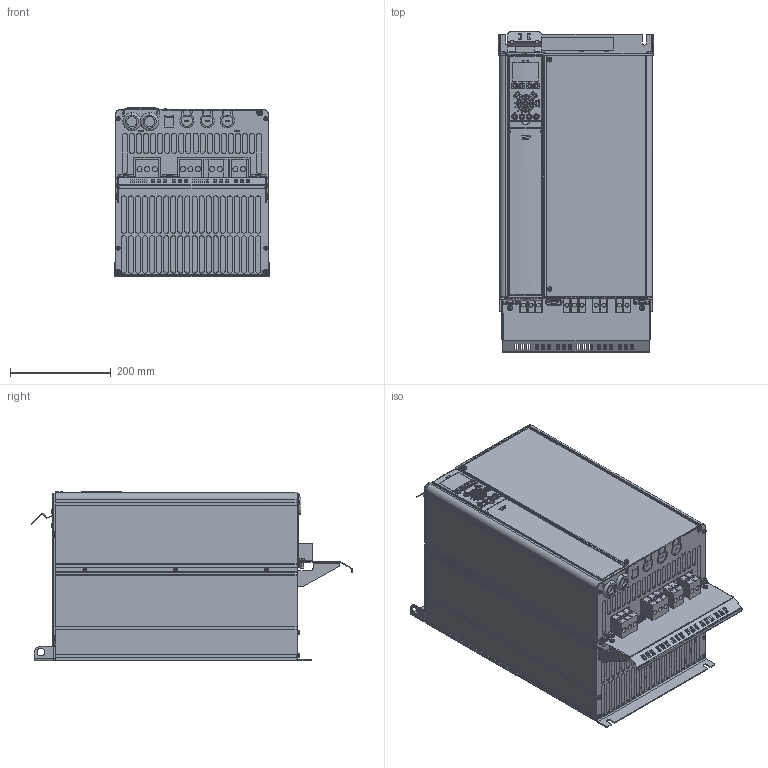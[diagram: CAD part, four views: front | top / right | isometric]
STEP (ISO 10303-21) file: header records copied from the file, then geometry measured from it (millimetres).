
FILE_DESCRIPTION((''),'2;1');
FILE_NAME('DANFOSS-FC100-C3-IP20-OPT-124','2019-09-06T',('U322080'),(''),'CREO PARAMETRIC BY PTC INC, 2018070','CREO PARAMETRIC BY PTC INC, 2018070','');
FILE_SCHEMA(('CONFIG_CONTROL_DESIGN'));
Products named in the file (1): DANFOSS-FC100-C3-IP20-OPT-124
Bounding box: 308 x 636 x 335.51 mm (x, y, z)
Volume: 45299386.2 mm3; surface area: 2013188.4 mm2
Topology: 1 solids, 33 shells, 5123 faces, 13895 edges, 8888 vertices
Faces by surface type: plane 2570, cylinder 1581, bspline 602, torus 141, cone 122, sphere 75, extrusion 32
Entity records: 220525 total; most frequent: CARTESIAN_POINT 80416, ORIENTED_EDGE 27526, DIRECTION 21700, EDGE_CURVE 13763, VERTEX_POINT 8884, VECTOR 7370, LINE 7338, AXIS2_PLACEMENT_3D 7165
